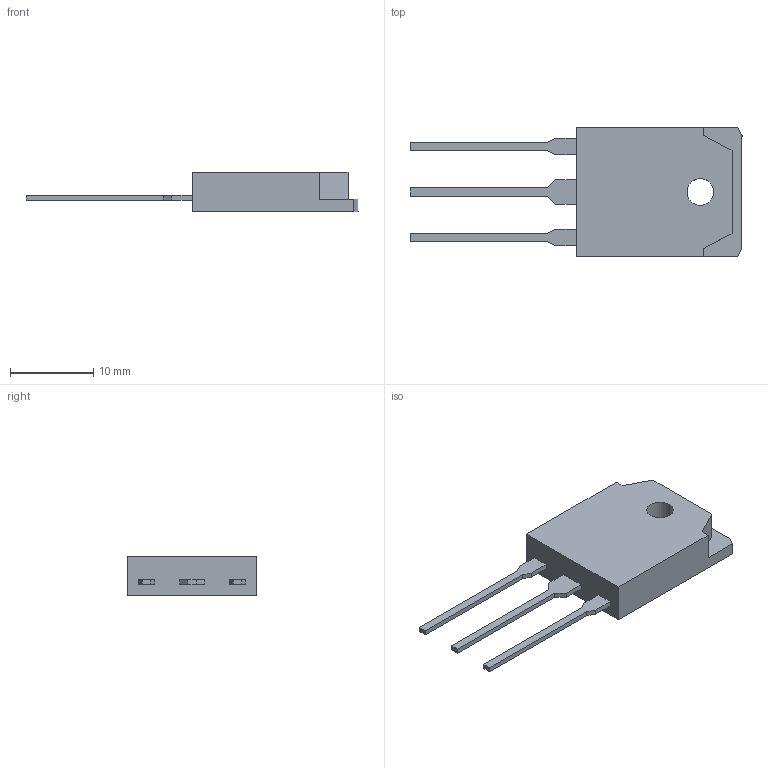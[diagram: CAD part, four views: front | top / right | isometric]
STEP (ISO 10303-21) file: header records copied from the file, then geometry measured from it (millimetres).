
FILE_DESCRIPTION (( 'STEP AP214' ), '1' );
FILE_NAME ('E0C320FC-6A53-4C0C-94A0-3B7C6BB8C45F.STEP', '2023-11-22T15:37:52', ( '' ), ( '' ), 'SwSTEP 2.0', 'SolidWorks 2022', '' );
FILE_SCHEMA (( 'AUTOMOTIVE_DESIGN' ));
Length unit declared in the file: millimetre
Products named in the file (1): E0C320FC-6A53-4C0C-94A0-3B7C6BB8C45F
Bounding box: 39.9 x 15.6 x 4.8 mm (x, y, z)
Volume: 1389.1 mm3; surface area: 1189.2 mm2
Topology: 1 solids, 1 shells, 43 faces, 114 edges, 76 vertices
Faces by surface type: plane 41, cylinder 2
Entity records: 1416 total; most frequent: CARTESIAN_POINT 234, ORIENTED_EDGE 228, DIRECTION 206, EDGE_CURVE 114, VECTOR 110, LINE 110, VERTEX_POINT 76, AXIS2_PLACEMENT_3D 48
